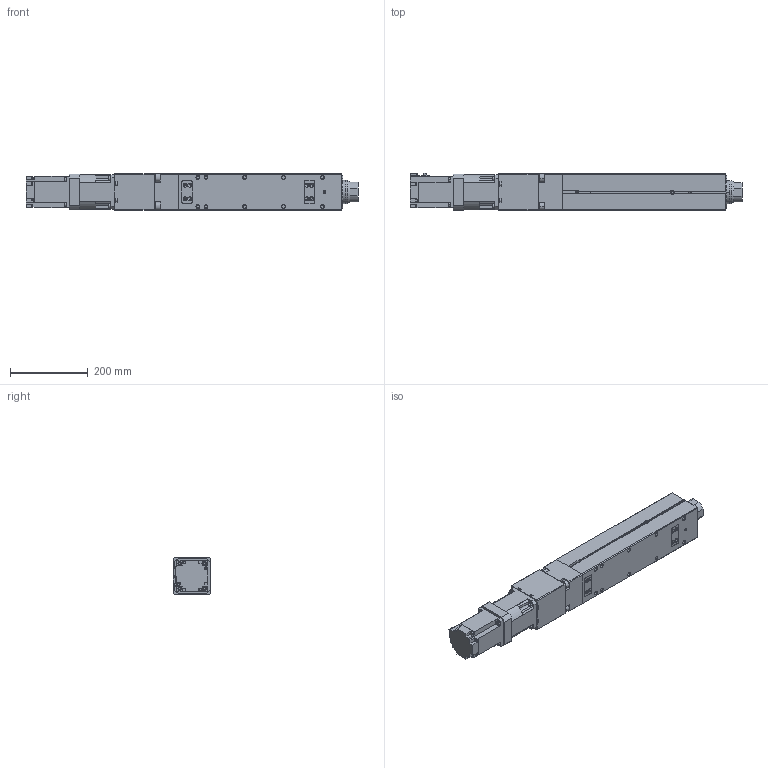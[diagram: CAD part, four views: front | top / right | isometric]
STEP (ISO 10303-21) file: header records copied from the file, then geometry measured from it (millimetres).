
FILE_DESCRIPTION (( 'STEP AP214' ), '1' );
FILE_NAME ('ETHU20BC03-20X05-0250-XXXX.STEP', '2025-02-27T16:03:47', ( '' ), ( '' ), 'SwSTEP 2.0', 'SolidWorks 2022', '' );
FILE_SCHEMA (( 'AUTOMOTIVE_DESIGN' ));
Length unit declared in the file: millimetre
Products named in the file (7): ETHU20-250GEARBOX; ETHU20BC03-20X05-0250-XXXX; ETHU20-250ROD; ETHU20-250SENSOR; ETHU20-250MOTOR; ETHU20-250-1; ETHU20-200FANGTOOTH
Assembly tree (8 placements, depth 2):
  ETHU20BC03-20X05-0250-XXXX
    ETHU20-250-1
    ETHU20-200FANGTOOTH
    ETHU20-250GEARBOX
    ETHU20-250MOTOR
    ETHU20-250SENSOR  x3
    ETHU20-250ROD
Bounding box: 856.2 x 96.3 x 95 mm (x, y, z)
Volume: 7599384 mm3; surface area: 473213.9 mm2
Topology: 8 solids, 8 shells, 1095 faces, 2789 edges, 1799 vertices
Faces by surface type: plane 706, cylinder 257, cone 92, torus 40
Entity records: 32961 total; most frequent: CARTESIAN_POINT 6250, DIRECTION 5488, ORIENTED_EDGE 5458, EDGE_CURVE 2729, VECTOR 2026, LINE 2026, VERTEX_POINT 1759, AXIS2_PLACEMENT_3D 1731
